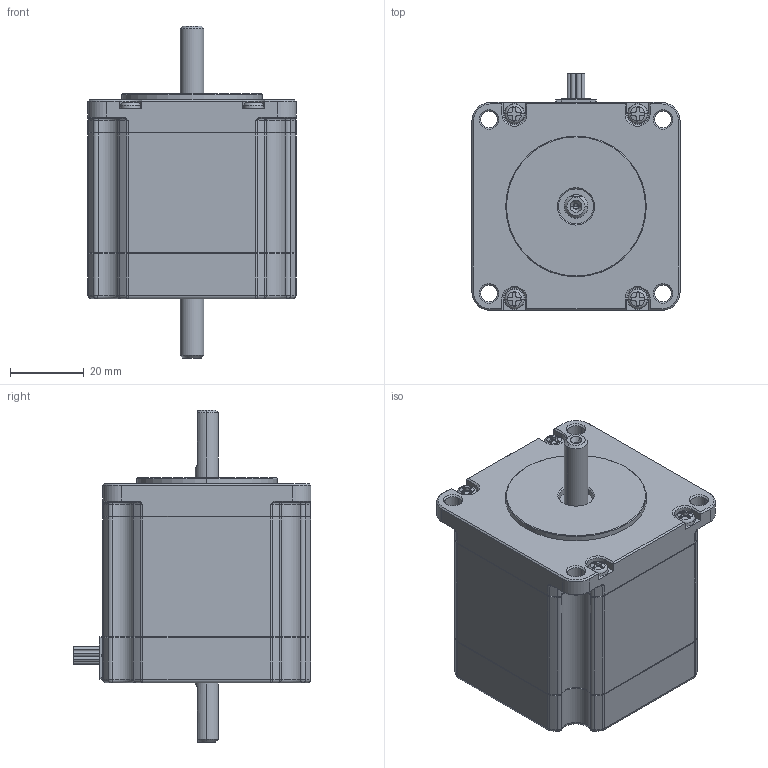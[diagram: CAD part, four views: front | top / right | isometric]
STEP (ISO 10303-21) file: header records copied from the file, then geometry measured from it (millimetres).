
FILE_DESCRIPTION(('Creo Elements/Direct Modeling STEP Export'),'2;1');
FILE_NAME('TS3653N202.stp','2014-07-05T16:44:10',(''),(''),'Creo Elements/Direct Modeling STEP processor for AP203 (Solid Model)','Creo Elements/Direct Modeling 17.0F 20-Aug-2012 (C) Parametric Technology GmbH','');
FILE_SCHEMA(('CONFIG_CONTROL_DESIGN'));
Length unit declared in the file: millimetre
Products named in the file (1): Skin_Group1
Bounding box: 56.4 x 64.4 x 90 mm (x, y, z)
Volume: 159767.7 mm3; surface area: 19772.7 mm2
Topology: 1 solids, 1 shells, 560 faces, 1382 edges, 816 vertices
Faces by surface type: cylinder 196, plane 146, cone 118, torus 52, sphere 32, bspline 16
Entity records: 16375 total; most frequent: CARTESIAN_POINT 3131, DIRECTION 2798, ORIENTED_EDGE 2692, EDGE_CURVE 1346, AXIS2_PLACEMENT_3D 1101, VERTEX_POINT 816, VECTOR 596, LINE 596
